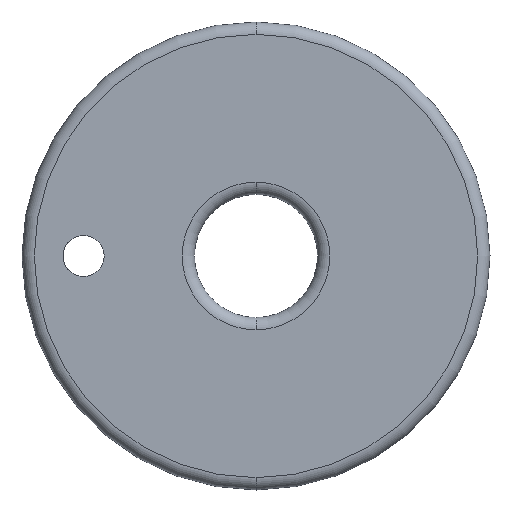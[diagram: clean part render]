
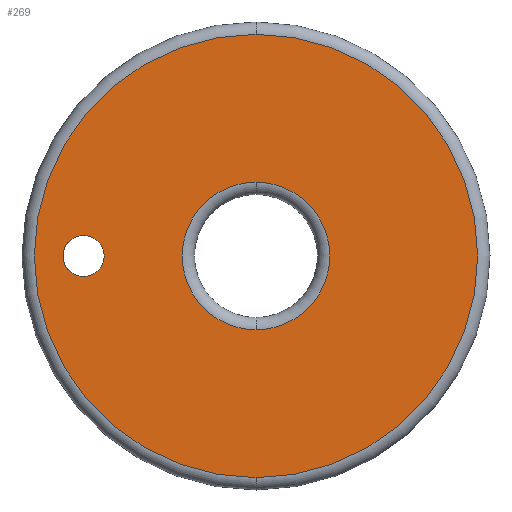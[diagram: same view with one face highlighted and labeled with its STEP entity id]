
A CAD part, front view. The second image highlights one B-rep face of the part: STEP entity #269.
In plain terms, the highlighted planar face has unit normal (0, -1, 0).
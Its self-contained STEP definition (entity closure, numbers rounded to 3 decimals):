
#12 = EDGE_CURVE ( 'NONE', #213, #81, #474, .T. ) ;
#19 = AXIS2_PLACEMENT_3D ( 'NONE', #195, #332, #272 ) ;
#21 = ORIENTED_EDGE ( 'NONE', *, *, #12, .T. ) ;
#27 = CIRCLE ( 'NONE', #276, 5. ) ;
#33 = CARTESIAN_POINT ( 'NONE',  ( 0., -18., 0. ) ) ;
#44 = DIRECTION ( 'NONE',  ( 0., 0., 1. ) ) ;
#45 = DIRECTION ( 'NONE',  ( 0., 1., 0. ) ) ;
#52 = CARTESIAN_POINT ( 'NONE',  ( 0., -18., -54. ) ) ;
#77 = CARTESIAN_POINT ( 'NONE',  ( 0., -18., 18. ) ) ;
#81 = VERTEX_POINT ( 'NONE', #285 ) ;
#85 = DIRECTION ( 'NONE',  ( 0., 0., 1. ) ) ;
#86 = VERTEX_POINT ( 'NONE', #207 ) ;
#90 = CIRCLE ( 'NONE', #241, 18. ) ;
#92 = CARTESIAN_POINT ( 'NONE',  ( 0., -18., 0. ) ) ;
#100 = EDGE_LOOP ( 'NONE', ( #152, #352 ) ) ;
#117 = DIRECTION ( 'NONE',  ( 0., 1., 0. ) ) ;
#125 = ORIENTED_EDGE ( 'NONE', *, *, #294, .T. ) ;
#152 = ORIENTED_EDGE ( 'NONE', *, *, #310, .T. ) ;
#155 = EDGE_CURVE ( 'NONE', #292, #175, #237, .T. ) ;
#161 = AXIS2_PLACEMENT_3D ( 'NONE', #162, #458, #423 ) ;
#162 = CARTESIAN_POINT ( 'NONE',  ( 0., -18., 0. ) ) ;
#169 = VERTEX_POINT ( 'NONE', #77 ) ;
#175 = VERTEX_POINT ( 'NONE', #223 ) ;
#178 = EDGE_CURVE ( 'NONE', #81, #213, #27, .T. ) ;
#193 = AXIS2_PLACEMENT_3D ( 'NONE', #33, #358, #475 ) ;
#195 = CARTESIAN_POINT ( 'NONE',  ( 0., -18., 0. ) ) ;
#198 = DIRECTION ( 'NONE',  ( 0., 0., 1. ) ) ;
#203 = EDGE_LOOP ( 'NONE', ( #21, #315 ) ) ;
#207 = CARTESIAN_POINT ( 'NONE',  ( 0., -18., -18. ) ) ;
#213 = VERTEX_POINT ( 'NONE', #299 ) ;
#223 = CARTESIAN_POINT ( 'NONE',  ( 0., -18., 54. ) ) ;
#225 = FACE_OUTER_BOUND ( 'NONE', #100, .T. ) ;
#237 = CIRCLE ( 'NONE', #193, 54. ) ;
#241 = AXIS2_PLACEMENT_3D ( 'NONE', #334, #117, #454 ) ;
#262 = EDGE_CURVE ( 'NONE', #169, #86, #90, .T. ) ;
#268 = FACE_BOUND ( 'NONE', #298, .T. ) ;
#269 = ADVANCED_FACE ( 'NONE', ( #225, #268, #417 ), #446, .F. ) ;
#270 = CIRCLE ( 'NONE', #161, 54. ) ;
#272 = DIRECTION ( 'NONE',  ( 0., 0., 1. ) ) ;
#276 = AXIS2_PLACEMENT_3D ( 'NONE', #415, #45, #85 ) ;
#285 = CARTESIAN_POINT ( 'NONE',  ( -42., -18., -5. ) ) ;
#292 = VERTEX_POINT ( 'NONE', #52 ) ;
#294 = EDGE_CURVE ( 'NONE', #86, #169, #308, .T. ) ;
#298 = EDGE_LOOP ( 'NONE', ( #382, #125 ) ) ;
#299 = CARTESIAN_POINT ( 'NONE',  ( -42., -18., 5. ) ) ;
#308 = CIRCLE ( 'NONE', #327, 18. ) ;
#310 = EDGE_CURVE ( 'NONE', #175, #292, #270, .T. ) ;
#315 = ORIENTED_EDGE ( 'NONE', *, *, #178, .T. ) ;
#327 = AXIS2_PLACEMENT_3D ( 'NONE', #92, #409, #198 ) ;
#332 = DIRECTION ( 'NONE',  ( 0., 1., 0. ) ) ;
#334 = CARTESIAN_POINT ( 'NONE',  ( 0., -18., 0. ) ) ;
#335 = AXIS2_PLACEMENT_3D ( 'NONE', #371, #445, #44 ) ;
#352 = ORIENTED_EDGE ( 'NONE', *, *, #155, .T. ) ;
#358 = DIRECTION ( 'NONE',  ( 0., -1., 0. ) ) ;
#371 = CARTESIAN_POINT ( 'NONE',  ( -42., -18., 0. ) ) ;
#382 = ORIENTED_EDGE ( 'NONE', *, *, #262, .T. ) ;
#409 = DIRECTION ( 'NONE',  ( 0., 1., 0. ) ) ;
#415 = CARTESIAN_POINT ( 'NONE',  ( -42., -18., 0. ) ) ;
#417 = FACE_BOUND ( 'NONE', #203, .T. ) ;
#423 = DIRECTION ( 'NONE',  ( 0., 0., 1. ) ) ;
#445 = DIRECTION ( 'NONE',  ( 0., 1., 0. ) ) ;
#446 = PLANE ( 'NONE',  #19 ) ;
#454 = DIRECTION ( 'NONE',  ( 0., 0., 1. ) ) ;
#458 = DIRECTION ( 'NONE',  ( 0., -1., 0. ) ) ;
#474 = CIRCLE ( 'NONE', #335, 5. ) ;
#475 = DIRECTION ( 'NONE',  ( 0., 0., 1. ) ) ;
